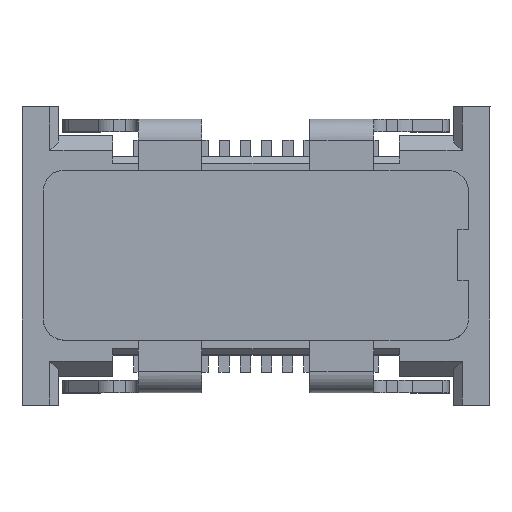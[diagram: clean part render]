
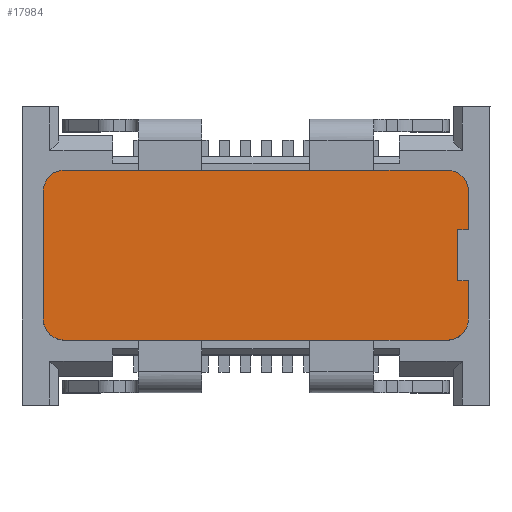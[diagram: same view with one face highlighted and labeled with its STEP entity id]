
A CAD part, top view. The second image highlights one B-rep face of the part: STEP entity #17984.
In plain terms, the highlighted planar face has unit normal (0, 0, 1).
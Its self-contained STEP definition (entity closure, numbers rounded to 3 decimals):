
#17884=AXIS2_PLACEMENT_3D('Plane Axis2P3D',#17881,#17882,#17883) ;
#17918=AXIS2_PLACEMENT_3D('Circle Axis2P3D',#17916,#17917,$) ;
#17932=AXIS2_PLACEMENT_3D('Circle Axis2P3D',#17930,#17931,$) ;
#17946=AXIS2_PLACEMENT_3D('Circle Axis2P3D',#17944,#17945,$) ;
#17960=AXIS2_PLACEMENT_3D('Circle Axis2P3D',#17958,#17959,$) ;
#17881=CARTESIAN_POINT('Axis2P3D Location',(5.5,3.51,14.7)) ;
#17886=CARTESIAN_POINT('Line Origine',(10.375,2.91,14.7)) ;
#17890=CARTESIAN_POINT('Vertex',(10.25,2.91,14.7)) ;
#17892=CARTESIAN_POINT('Vertex',(10.5,2.91,14.7)) ;
#17895=CARTESIAN_POINT('Line Origine',(10.25,3.51,14.7)) ;
#17899=CARTESIAN_POINT('Vertex',(10.25,4.11,14.7)) ;
#17902=CARTESIAN_POINT('Line Origine',(10.375,4.11,14.7)) ;
#17906=CARTESIAN_POINT('Vertex',(10.5,4.11,14.7)) ;
#17909=CARTESIAN_POINT('Line Origine',(10.5,4.56,14.7)) ;
#17913=CARTESIAN_POINT('Vertex',(10.5,5.01,14.7)) ;
#17916=CARTESIAN_POINT('Axis2P3D Location',(10.,5.01,14.7)) ;
#17920=CARTESIAN_POINT('Vertex',(10.,5.51,14.7)) ;
#17923=CARTESIAN_POINT('Line Origine',(5.5,5.51,14.7)) ;
#17927=CARTESIAN_POINT('Vertex',(1.,5.51,14.7)) ;
#17930=CARTESIAN_POINT('Axis2P3D Location',(1.,5.01,14.7)) ;
#17934=CARTESIAN_POINT('Vertex',(0.5,5.01,14.7)) ;
#17937=CARTESIAN_POINT('Line Origine',(0.5,3.51,14.7)) ;
#17941=CARTESIAN_POINT('Vertex',(0.5,2.01,14.7)) ;
#17944=CARTESIAN_POINT('Axis2P3D Location',(1.,2.01,14.7)) ;
#17948=CARTESIAN_POINT('Vertex',(1.,1.51,14.7)) ;
#17951=CARTESIAN_POINT('Line Origine',(5.5,1.51,14.7)) ;
#17955=CARTESIAN_POINT('Vertex',(10.,1.51,14.7)) ;
#17958=CARTESIAN_POINT('Axis2P3D Location',(10.,2.01,14.7)) ;
#17962=CARTESIAN_POINT('Vertex',(10.5,2.01,14.7)) ;
#17965=CARTESIAN_POINT('Line Origine',(10.5,2.46,14.7)) ;
#17882=DIRECTION('Axis2P3D Direction',(0.,0.,1.)) ;
#17883=DIRECTION('Axis2P3D XDirection',(0.,-1.,0.)) ;
#17887=DIRECTION('Vector Direction',(1.,0.,0.)) ;
#17896=DIRECTION('Vector Direction',(0.,-1.,0.)) ;
#17903=DIRECTION('Vector Direction',(-1.,0.,0.)) ;
#17910=DIRECTION('Vector Direction',(0.,-1.,0.)) ;
#17917=DIRECTION('Axis2P3D Direction',(0.,0.,1.)) ;
#17924=DIRECTION('Vector Direction',(1.,0.,0.)) ;
#17931=DIRECTION('Axis2P3D Direction',(0.,0.,1.)) ;
#17938=DIRECTION('Vector Direction',(0.,1.,0.)) ;
#17945=DIRECTION('Axis2P3D Direction',(0.,0.,1.)) ;
#17952=DIRECTION('Vector Direction',(-1.,0.,0.)) ;
#17959=DIRECTION('Axis2P3D Direction',(0.,0.,1.)) ;
#17966=DIRECTION('Vector Direction',(0.,-1.,0.)) ;
#17888=VECTOR('Line Direction',#17887,1.) ;
#17897=VECTOR('Line Direction',#17896,1.) ;
#17904=VECTOR('Line Direction',#17903,1.) ;
#17911=VECTOR('Line Direction',#17910,1.) ;
#17925=VECTOR('Line Direction',#17924,1.) ;
#17939=VECTOR('Line Direction',#17938,1.) ;
#17953=VECTOR('Line Direction',#17952,1.) ;
#17967=VECTOR('Line Direction',#17966,1.) ;
#17971=ORIENTED_EDGE('',*,*,#17894,.F.) ;
#17972=ORIENTED_EDGE('',*,*,#17901,.F.) ;
#17973=ORIENTED_EDGE('',*,*,#17908,.F.) ;
#17974=ORIENTED_EDGE('',*,*,#17915,.F.) ;
#17975=ORIENTED_EDGE('',*,*,#17922,.T.) ;
#17976=ORIENTED_EDGE('',*,*,#17929,.F.) ;
#17977=ORIENTED_EDGE('',*,*,#17936,.T.) ;
#17978=ORIENTED_EDGE('',*,*,#17943,.F.) ;
#17979=ORIENTED_EDGE('',*,*,#17950,.T.) ;
#17980=ORIENTED_EDGE('',*,*,#17957,.F.) ;
#17981=ORIENTED_EDGE('',*,*,#17964,.T.) ;
#17982=ORIENTED_EDGE('',*,*,#17969,.F.) ;
#17984=ADVANCED_FACE('Hauptk\X2\00F6\X0\rper',(#17983),#17885,.T.) ;
#17919=CIRCLE('generated circle',#17918,0.5) ;
#17933=CIRCLE('generated circle',#17932,0.5) ;
#17947=CIRCLE('generated circle',#17946,0.5) ;
#17961=CIRCLE('generated circle',#17960,0.5) ;
#17894=EDGE_CURVE('',#17891,#17893,#17889,.T.) ;
#17901=EDGE_CURVE('',#17900,#17891,#17898,.T.) ;
#17908=EDGE_CURVE('',#17907,#17900,#17905,.T.) ;
#17915=EDGE_CURVE('',#17914,#17907,#17912,.T.) ;
#17922=EDGE_CURVE('',#17914,#17921,#17919,.T.) ;
#17929=EDGE_CURVE('',#17928,#17921,#17926,.T.) ;
#17936=EDGE_CURVE('',#17928,#17935,#17933,.T.) ;
#17943=EDGE_CURVE('',#17942,#17935,#17940,.T.) ;
#17950=EDGE_CURVE('',#17942,#17949,#17947,.T.) ;
#17957=EDGE_CURVE('',#17956,#17949,#17954,.T.) ;
#17964=EDGE_CURVE('',#17956,#17963,#17961,.T.) ;
#17969=EDGE_CURVE('',#17893,#17963,#17968,.T.) ;
#17970=EDGE_LOOP('',(#17971,#17972,#17973,#17974,#17975,#17976,#17977,#17978,#17979,#17980,#17981,#17982)) ;
#17983=FACE_OUTER_BOUND('',#17970,.T.) ;
#17889=LINE('Line',#17886,#17888) ;
#17898=LINE('Line',#17895,#17897) ;
#17905=LINE('Line',#17902,#17904) ;
#17912=LINE('Line',#17909,#17911) ;
#17926=LINE('Line',#17923,#17925) ;
#17940=LINE('Line',#17937,#17939) ;
#17954=LINE('Line',#17951,#17953) ;
#17968=LINE('Line',#17965,#17967) ;
#17885=PLANE('',#17884) ;
#17891=VERTEX_POINT('',#17890) ;
#17893=VERTEX_POINT('',#17892) ;
#17900=VERTEX_POINT('',#17899) ;
#17907=VERTEX_POINT('',#17906) ;
#17914=VERTEX_POINT('',#17913) ;
#17921=VERTEX_POINT('',#17920) ;
#17928=VERTEX_POINT('',#17927) ;
#17935=VERTEX_POINT('',#17934) ;
#17942=VERTEX_POINT('',#17941) ;
#17949=VERTEX_POINT('',#17948) ;
#17956=VERTEX_POINT('',#17955) ;
#17963=VERTEX_POINT('',#17962) ;
